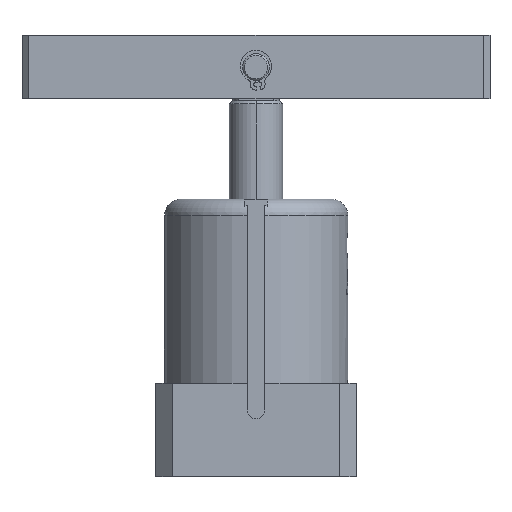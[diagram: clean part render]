
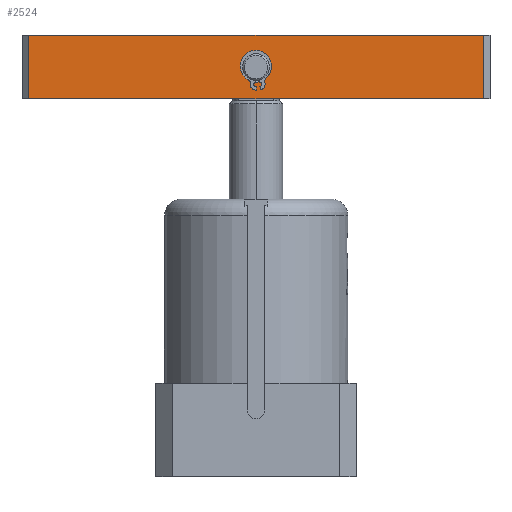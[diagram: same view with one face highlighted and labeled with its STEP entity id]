
A CAD part, left-side view. The second image highlights one B-rep face of the part: STEP entity #2524.
In plain terms, the highlighted face is planar.
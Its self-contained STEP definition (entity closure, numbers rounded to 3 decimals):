
#163 = AXIS2_PLACEMENT_3D ( 'NONE', #1081, #1070, #1069 ) ;
#307 = CARTESIAN_POINT ( 'NONE',  ( -68., 9.5, 9.5 ) ) ;
#743 = VERTEX_POINT ( 'NONE', #5749 ) ;
#787 = VERTEX_POINT ( 'NONE', #5755 ) ;
#791 = VERTEX_POINT ( 'NONE', #5751 ) ;
#810 = VERTEX_POINT ( 'NONE', #5728 ) ;
#831 = VERTEX_POINT ( 'NONE', #5690 ) ;
#1069 = DIRECTION ( 'NONE',  ( -1., 0., 0. ) ) ;
#1070 = DIRECTION ( 'NONE',  ( 0., 0., -1. ) ) ;
#1072 = PLANE ( 'NONE',  #163 ) ;
#1081 = CARTESIAN_POINT ( 'NONE',  ( -70., 9.5, 9.5 ) ) ;
#1235 = CARTESIAN_POINT ( 'NONE',  ( -70., -9.5, 9.5 ) ) ;
#1239 = DIRECTION ( 'NONE',  ( 1., 0., 0. ) ) ;
#1284 = DIRECTION ( 'NONE',  ( 0., -1., 0. ) ) ;
#1292 = CARTESIAN_POINT ( 'NONE',  ( -68., 9.5, 9.5 ) ) ;
#1630 = VECTOR ( 'NONE', #2998, 1000. ) ;
#1633 = LINE ( 'NONE', #3000, #1630 ) ;
#1667 = VERTEX_POINT ( 'NONE', #307 ) ;
#1684 = EDGE_LOOP ( 'NONE', ( #3168, #3169 ) ) ;
#1687 = EDGE_LOOP ( 'NONE', ( #4734, #4735, #4736, #4737 ) ) ;
#1979 = CIRCLE ( 'NONE', #5264, 4.5 ) ;
#1995 = VECTOR ( 'NONE', #1239, 1000. ) ;
#1998 = LINE ( 'NONE', #1235, #1995 ) ;
#2024 = VECTOR ( 'NONE', #1284, 1000. ) ;
#2031 = LINE ( 'NONE', #1292, #2024 ) ;
#2068 = LINE ( 'NONE', #2988, #2079 ) ;
#2079 = VECTOR ( 'NONE', #2962, 1000. ) ;
#2524 = ADVANCED_FACE ( 'NONE', ( #6944, #6941 ), #1072, .F. ) ;
#2962 = DIRECTION ( 'NONE',  ( 1., 0., 0. ) ) ;
#2988 = CARTESIAN_POINT ( 'NONE',  ( -70., 9.5, 9.5 ) ) ;
#2998 = DIRECTION ( 'NONE',  ( 0., 1., 0. ) ) ;
#3000 = CARTESIAN_POINT ( 'NONE',  ( 68., 9.5, 9.5 ) ) ;
#3168 = ORIENTED_EDGE ( 'NONE', *, *, #5104, .T. ) ;
#3169 = ORIENTED_EDGE ( 'NONE', *, *, #7823, .T. ) ;
#3522 = CIRCLE ( 'NONE', #5349, 4.5 ) ;
#4734 = ORIENTED_EDGE ( 'NONE', *, *, #5089, .T. ) ;
#4735 = ORIENTED_EDGE ( 'NONE', *, *, #6857, .T. ) ;
#4736 = ORIENTED_EDGE ( 'NONE', *, *, #6862, .F. ) ;
#4737 = ORIENTED_EDGE ( 'NONE', *, *, #5070, .T. ) ;
#5070 = EDGE_CURVE ( 'NONE', #1667, #791, #2031, .T. ) ;
#5089 = EDGE_CURVE ( 'NONE', #791, #810, #1998, .T. ) ;
#5104 = EDGE_CURVE ( 'NONE', #743, #787, #1979, .T. ) ;
#5264 = AXIS2_PLACEMENT_3D ( 'NONE', #5935, #5934, #5931 ) ;
#5349 = AXIS2_PLACEMENT_3D ( 'NONE', #7212, #7213, #7214 ) ;
#5690 = CARTESIAN_POINT ( 'NONE',  ( 68., 9.5, 9.5 ) ) ;
#5728 = CARTESIAN_POINT ( 'NONE',  ( 68., -9.5, 9.5 ) ) ;
#5749 = CARTESIAN_POINT ( 'NONE',  ( 4.5, 0., 9.5 ) ) ;
#5751 = CARTESIAN_POINT ( 'NONE',  ( -68., -9.5, 9.5 ) ) ;
#5755 = CARTESIAN_POINT ( 'NONE',  ( -4.5, 0., 9.5 ) ) ;
#5931 = DIRECTION ( 'NONE',  ( -1., 0., 0. ) ) ;
#5934 = DIRECTION ( 'NONE',  ( 0., 0., -1. ) ) ;
#5935 = CARTESIAN_POINT ( 'NONE',  ( 0., 0., 9.5 ) ) ;
#6857 = EDGE_CURVE ( 'NONE', #810, #831, #1633, .T. ) ;
#6862 = EDGE_CURVE ( 'NONE', #1667, #831, #2068, .T. ) ;
#6941 = FACE_OUTER_BOUND ( 'NONE', #1687, .T. ) ;
#6944 = FACE_BOUND ( 'NONE', #1684, .T. ) ;
#7212 = CARTESIAN_POINT ( 'NONE',  ( 0., 0., 9.5 ) ) ;
#7213 = DIRECTION ( 'NONE',  ( 0., 0., -1. ) ) ;
#7214 = DIRECTION ( 'NONE',  ( -1., 0., 0. ) ) ;
#7823 = EDGE_CURVE ( 'NONE', #787, #743, #3522, .T. ) ;
